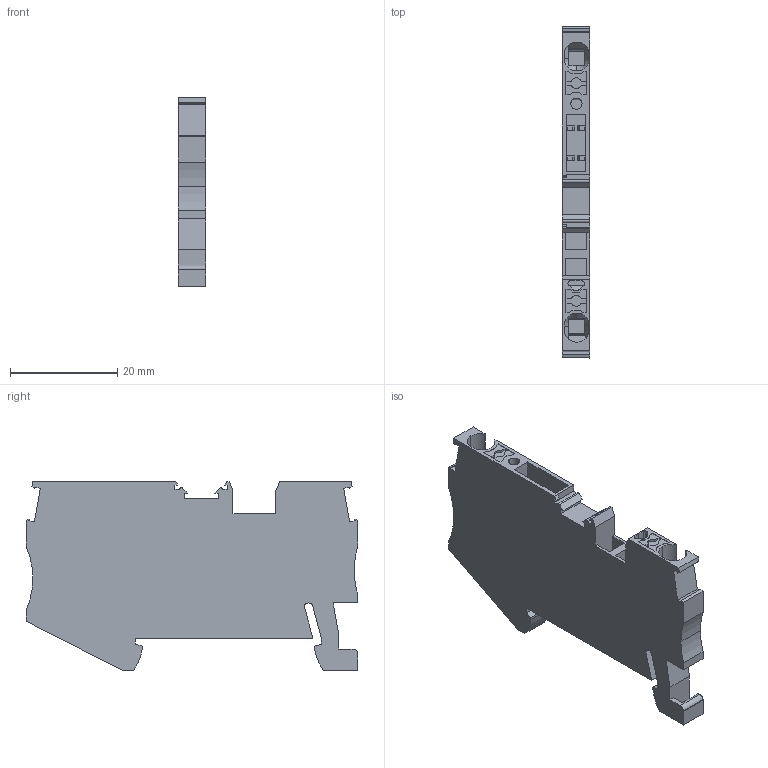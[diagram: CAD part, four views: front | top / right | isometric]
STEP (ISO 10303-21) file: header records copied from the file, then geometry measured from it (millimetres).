
FILE_DESCRIPTION(('STEP AP214'),'1');
FILE_NAME('cctmp_AFAC63CA-A551-457E-BF3C-7FC7B6732999_2023_07_24_09_07_37_0451..stp','2023-07-24T07:07:37',('SIEMENS A&D'),('CADClick - www.CADClick.com'),'Spatial InterOp 3D postprocessed',' ','unknown authorization');
FILE_SCHEMA(('AUTOMOTIVE_DESIGN'));
Length unit declared in the file: millimetre
Products named in the file (1): 2023_07_24_09_07_37_0437
Bounding box: 5.15 x 61.9 x 35.25 mm (x, y, z)
Volume: 7752.8 mm3; surface area: 5944.8 mm2
Topology: 1 solids, 1 shells, 237 faces, 672 edges, 446 vertices
Faces by surface type: plane 177, cylinder 48, cone 4, extrusion 4, torus 4
Entity records: 10202 total; most frequent: CARTESIAN_POINT 3284, ORIENTED_EDGE 1344, DIRECTION 1197, EDGE_CURVE 672, VECTOR 539, LINE 535, VERTEX_POINT 446, AXIS2_PLACEMENT_3D 329
